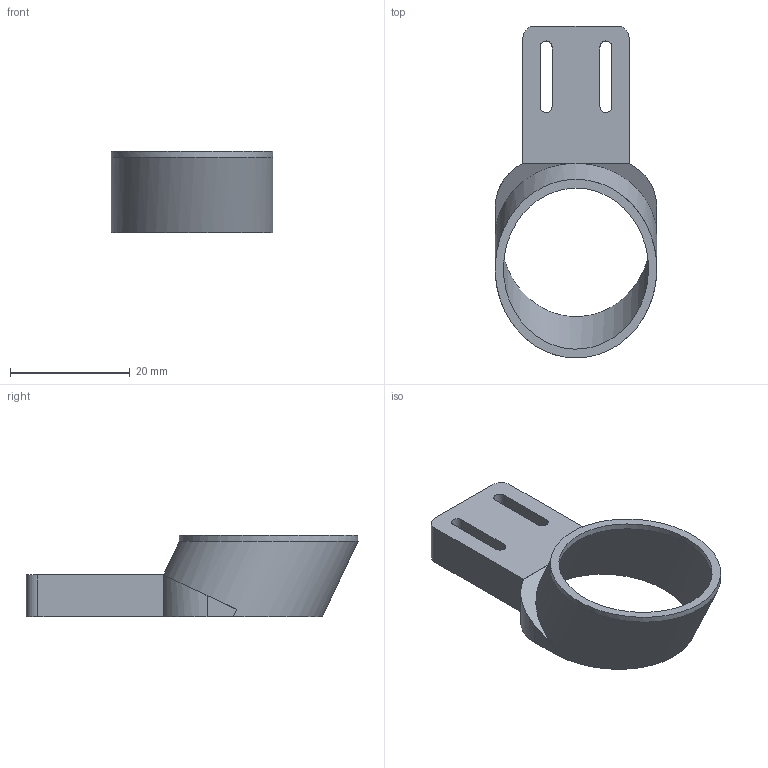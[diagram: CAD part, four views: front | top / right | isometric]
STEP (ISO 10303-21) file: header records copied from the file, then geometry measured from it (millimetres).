
FILE_DESCRIPTION(/* description */ (''),/* implementation_level */ '2;1');
FILE_NAME(/* name */ 'Optical System - Prism Mount 2 v11.step',/* time_stamp */ '2022-08-17T12:10:15+02:00',/* author */ (''),/* organization */ (''),/* preprocessor_version */ 'ST-DEVELOPER v19',/* originating_system */ 'Autodesk Translation Framework v11.7.0.108',/* authorisation */ '');
FILE_SCHEMA (('AUTOMOTIVE_DESIGN { 1 0 10303 214 3 1 1 }'));
Length unit declared in the file: millimetre
Products named in the file (1): Optical System - Prism Mount 2
Bounding box: 27 x 55.48 x 13.63 mm (x, y, z)
Volume: 3704.1 mm3; surface area: 4152.2 mm2
Topology: 1 solids, 1 shells, 29 faces, 76 edges, 50 vertices
Faces by surface type: plane 17, cylinder 10, bspline 2
Full cylindrical faces by diameter (mm): 25.25 x1, 27 x1
Entity records: 1055 total; most frequent: CARTESIAN_POINT 283, DIRECTION 156, ORIENTED_EDGE 154, EDGE_CURVE 77, AXIS2_PLACEMENT_3D 53, LINE 50, VECTOR 50, VERTEX_POINT 50
